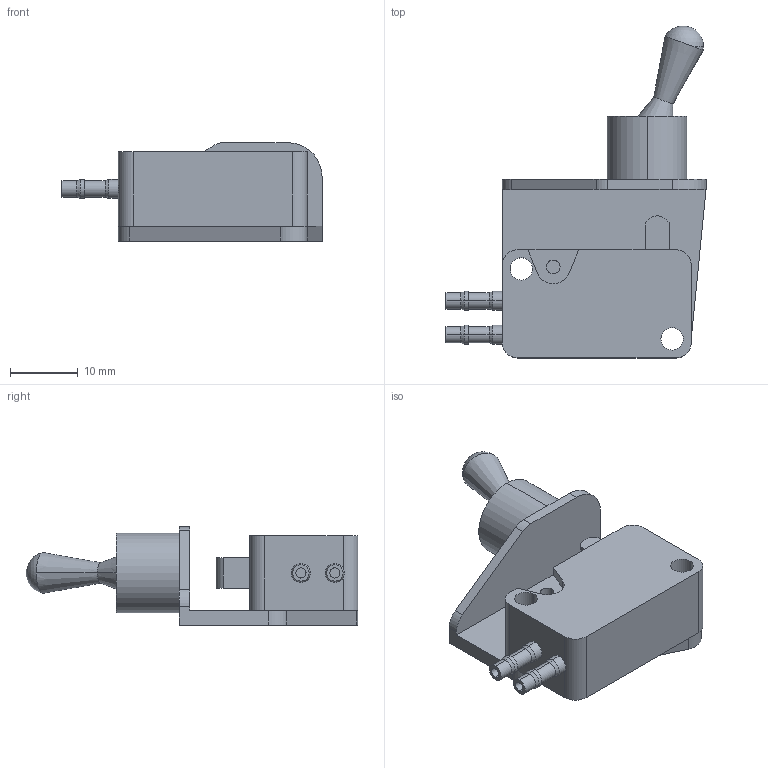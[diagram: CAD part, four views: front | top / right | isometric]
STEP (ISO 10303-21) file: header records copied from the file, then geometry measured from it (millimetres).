
FILE_DESCRIPTION (( 'STEP AP214' ), '1' );
FILE_NAME ('VM1000-4N-08.step.step', '2011-12-30T02:44:10', ( 'SysAdmin' ), ( 'SolidWorks' ), 'SwSTEP 2.0', 'SolidWorks 2012', '' );
FILE_SCHEMA (( 'AUTOMOTIVE_DESIGN' ));
Length unit declared in the file: millimetre
Products named in the file (4): VM1000-4N-08.step_VM1000 Body_STD; VM1000-4N-08.step_Barb Fitting_4N-Side; VM1000-4N-08.step_VM1000 Toggle; VM1000-4N-08.step
Assembly tree (4 placements, depth 2):
  VM1000-4N-08.step
    VM1000-4N-08.step_VM1000 Body_STD
    VM1000-4N-08.step_Barb Fitting_4N-Side  x2
    VM1000-4N-08.step_VM1000 Toggle
Bounding box: 38.29 x 48.87 x 14.5 mm (x, y, z)
Volume: 7640.1 mm3; surface area: 4952.6 mm2
Topology: 4 solids, 4 shells, 91 faces, 218 edges, 139 vertices
Faces by surface type: cylinder 44, plane 33, cone 12, sphere 2
Entity records: 2873 total; most frequent: DIRECTION 416, CARTESIAN_POINT 385, ORIENTED_EDGE 362, EDGE_CURVE 181, AXIS2_PLACEMENT_3D 156, VERTEX_POINT 117, VECTOR 104, LINE 104
